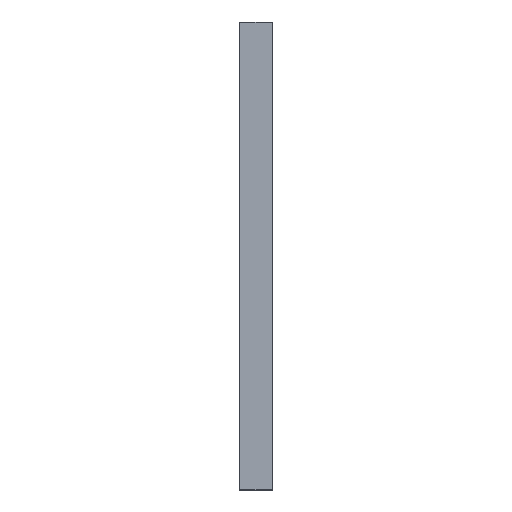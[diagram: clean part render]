
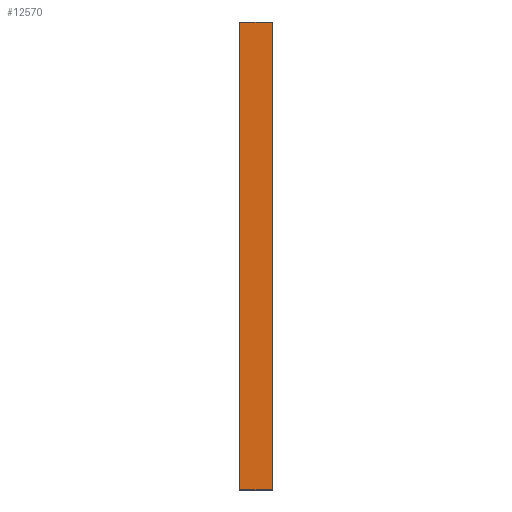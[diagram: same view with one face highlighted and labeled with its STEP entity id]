
A CAD part, front view. The second image highlights one B-rep face of the part: STEP entity #12570.
In plain terms, the highlighted planar face has unit normal (0, -1, 0).
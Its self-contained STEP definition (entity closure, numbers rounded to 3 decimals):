
#528 = PLANE('',#529);
#529 = AXIS2_PLACEMENT_3D('',#530,#531,#532);
#530 = CARTESIAN_POINT('',(4.5,-9.45,0.05));
#531 = DIRECTION('',(0.,0.707,0.707));
#532 = DIRECTION('',(1.,0.,0.));
#832 = PLANE('',#833);
#833 = AXIS2_PLACEMENT_3D('',#834,#835,#836);
#834 = CARTESIAN_POINT('',(4.5,-9.45,124.95));
#835 = DIRECTION('',(0.,-0.707,0.707)
  );
#836 = DIRECTION('',(1.,0.,0.));
#1120 = PLANE('',#1121);
#1121 = AXIS2_PLACEMENT_3D('',#1122,#1123,#1124);
#1122 = CARTESIAN_POINT('',(-4.45,-9.45,0.));
#1123 = DIRECTION('',(-0.707,-0.707,0.));
#1124 = DIRECTION('',(0.,0.,1.));
#5277 = VERTEX_POINT('',#5278);
#5278 = CARTESIAN_POINT('',(4.4,-9.5,0.1));
#5299 = EDGE_CURVE('',#5277,#5300,#5302,.T.);
#5300 = VERTEX_POINT('',#5301);
#5301 = CARTESIAN_POINT('',(-4.4,-9.5,0.1));
#5302 = SURFACE_CURVE('',#5303,(#5307,#5314),.PCURVE_S1.);
#5303 = LINE('',#5304,#5305);
#5304 = CARTESIAN_POINT('',(4.5,-9.5,0.1));
#5305 = VECTOR('',#5306,1.);
#5306 = DIRECTION('',(-1.,0.,0.));
#5307 = PCURVE('',#528,#5308);
#5308 = DEFINITIONAL_REPRESENTATION('',(#5309),#5313);
#5309 = LINE('',#5310,#5311);
#5310 = CARTESIAN_POINT('',(0.,-0.071));
#5311 = VECTOR('',#5312,1.);
#5312 = DIRECTION('',(-1.,0.));
#5313 = ( GEOMETRIC_REPRESENTATION_CONTEXT(2) 
PARAMETRIC_REPRESENTATION_CONTEXT() REPRESENTATION_CONTEXT('2D SPACE',''
  ) );
#5314 = PCURVE('',#5315,#5320);
#5315 = PLANE('',#5316);
#5316 = AXIS2_PLACEMENT_3D('',#5317,#5318,#5319);
#5317 = CARTESIAN_POINT('',(4.5,-9.5,0.));
#5318 = DIRECTION('',(0.,-1.,0.));
#5319 = DIRECTION('',(-1.,0.,0.));
#5320 = DEFINITIONAL_REPRESENTATION('',(#5321),#5325);
#5321 = LINE('',#5322,#5323);
#5322 = CARTESIAN_POINT('',(0.,-0.1));
#5323 = VECTOR('',#5324,1.);
#5324 = DIRECTION('',(1.,0.));
#5325 = ( GEOMETRIC_REPRESENTATION_CONTEXT(2) 
PARAMETRIC_REPRESENTATION_CONTEXT() REPRESENTATION_CONTEXT('2D SPACE',''
  ) );
#5570 = VERTEX_POINT('',#5571);
#5571 = CARTESIAN_POINT('',(4.4,-9.5,124.9));
#5592 = EDGE_CURVE('',#5570,#5593,#5595,.T.);
#5593 = VERTEX_POINT('',#5594);
#5594 = CARTESIAN_POINT('',(-4.4,-9.5,124.9));
#5595 = SURFACE_CURVE('',#5596,(#5600,#5607),.PCURVE_S1.);
#5596 = LINE('',#5597,#5598);
#5597 = CARTESIAN_POINT('',(4.5,-9.5,124.9));
#5598 = VECTOR('',#5599,1.);
#5599 = DIRECTION('',(-1.,0.,0.));
#5600 = PCURVE('',#832,#5601);
#5601 = DEFINITIONAL_REPRESENTATION('',(#5602),#5606);
#5602 = LINE('',#5603,#5604);
#5603 = CARTESIAN_POINT('',(0.,-0.071));
#5604 = VECTOR('',#5605,1.);
#5605 = DIRECTION('',(-1.,0.));
#5606 = ( GEOMETRIC_REPRESENTATION_CONTEXT(2) 
PARAMETRIC_REPRESENTATION_CONTEXT() REPRESENTATION_CONTEXT('2D SPACE',''
  ) );
#5607 = PCURVE('',#5315,#5608);
#5608 = DEFINITIONAL_REPRESENTATION('',(#5609),#5613);
#5609 = LINE('',#5610,#5611);
#5610 = CARTESIAN_POINT('',(0.,-124.9));
#5611 = VECTOR('',#5612,1.);
#5612 = DIRECTION('',(1.,0.));
#5613 = ( GEOMETRIC_REPRESENTATION_CONTEXT(2) 
PARAMETRIC_REPRESENTATION_CONTEXT() REPRESENTATION_CONTEXT('2D SPACE',''
  ) );
#5727 = EDGE_CURVE('',#5300,#5593,#5728,.T.);
#5728 = SURFACE_CURVE('',#5729,(#5733,#5740),.PCURVE_S1.);
#5729 = LINE('',#5730,#5731);
#5730 = CARTESIAN_POINT('',(-4.4,-9.5,0.));
#5731 = VECTOR('',#5732,1.);
#5732 = DIRECTION('',(0.,0.,1.));
#5733 = PCURVE('',#1120,#5734);
#5734 = DEFINITIONAL_REPRESENTATION('',(#5735),#5739);
#5735 = LINE('',#5736,#5737);
#5736 = CARTESIAN_POINT('',(0.,-0.071));
#5737 = VECTOR('',#5738,1.);
#5738 = DIRECTION('',(1.,0.));
#5739 = ( GEOMETRIC_REPRESENTATION_CONTEXT(2) 
PARAMETRIC_REPRESENTATION_CONTEXT() REPRESENTATION_CONTEXT('2D SPACE',''
  ) );
#5740 = PCURVE('',#5315,#5741);
#5741 = DEFINITIONAL_REPRESENTATION('',(#5742),#5746);
#5742 = LINE('',#5743,#5744);
#5743 = CARTESIAN_POINT('',(8.9,0.));
#5744 = VECTOR('',#5745,1.);
#5745 = DIRECTION('',(0.,-1.));
#5746 = ( GEOMETRIC_REPRESENTATION_CONTEXT(2) 
PARAMETRIC_REPRESENTATION_CONTEXT() REPRESENTATION_CONTEXT('2D SPACE',''
  ) );
#12377 = PLANE('',#12378);
#12378 = AXIS2_PLACEMENT_3D('',#12379,#12380,#12381);
#12379 = CARTESIAN_POINT('',(4.45,-9.45,0.));
#12380 = DIRECTION('',(0.707,-0.707,0.));
#12381 = DIRECTION('',(0.,0.,1.));
#12570 = ADVANCED_FACE('',(#12571),#5315,.T.);
#12571 = FACE_BOUND('',#12572,.T.);
#12572 = EDGE_LOOP('',(#12573,#12594,#12595,#12596));
#12573 = ORIENTED_EDGE('',*,*,#12574,.T.);
#12574 = EDGE_CURVE('',#5277,#5570,#12575,.T.);
#12575 = SURFACE_CURVE('',#12576,(#12580,#12587),.PCURVE_S1.);
#12576 = LINE('',#12577,#12578);
#12577 = CARTESIAN_POINT('',(4.4,-9.5,0.));
#12578 = VECTOR('',#12579,1.);
#12579 = DIRECTION('',(0.,0.,1.));
#12580 = PCURVE('',#5315,#12581);
#12581 = DEFINITIONAL_REPRESENTATION('',(#12582),#12586);
#12582 = LINE('',#12583,#12584);
#12583 = CARTESIAN_POINT('',(0.1,0.));
#12584 = VECTOR('',#12585,1.);
#12585 = DIRECTION('',(0.,-1.));
#12586 = ( GEOMETRIC_REPRESENTATION_CONTEXT(2) 
PARAMETRIC_REPRESENTATION_CONTEXT() REPRESENTATION_CONTEXT('2D SPACE',''
  ) );
#12587 = PCURVE('',#12377,#12588);
#12588 = DEFINITIONAL_REPRESENTATION('',(#12589),#12593);
#12589 = LINE('',#12590,#12591);
#12590 = CARTESIAN_POINT('',(0.,0.071));
#12591 = VECTOR('',#12592,1.);
#12592 = DIRECTION('',(1.,0.));
#12593 = ( GEOMETRIC_REPRESENTATION_CONTEXT(2) 
PARAMETRIC_REPRESENTATION_CONTEXT() REPRESENTATION_CONTEXT('2D SPACE',''
  ) );
#12594 = ORIENTED_EDGE('',*,*,#5592,.T.);
#12595 = ORIENTED_EDGE('',*,*,#5727,.F.);
#12596 = ORIENTED_EDGE('',*,*,#5299,.F.);
